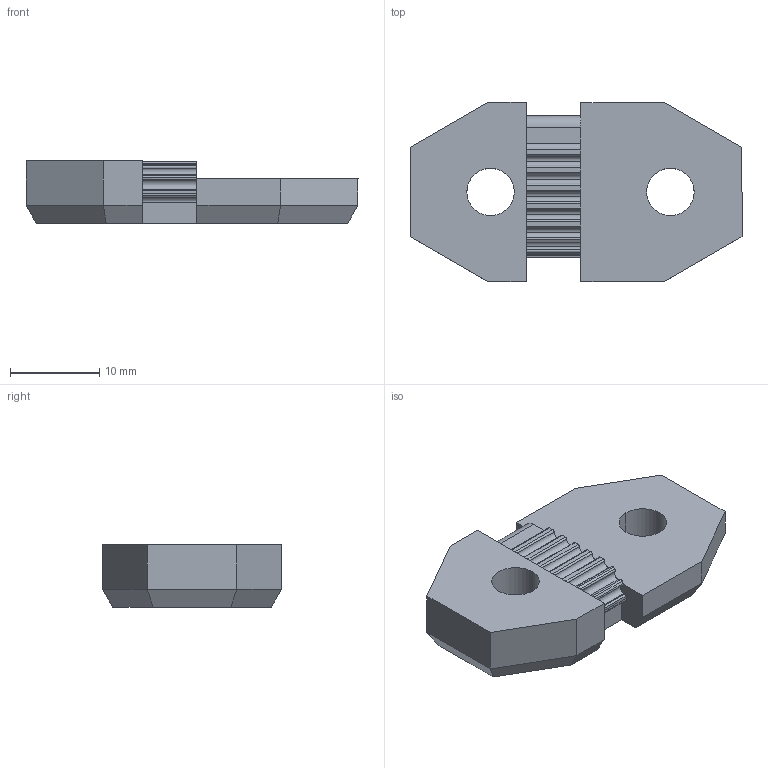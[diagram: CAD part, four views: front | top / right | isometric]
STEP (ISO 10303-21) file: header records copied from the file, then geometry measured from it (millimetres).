
FILE_DESCRIPTION (( 'STEP AP214' ), '1' );
FILE_NAME ('2x beld_tensioner_gantry_b_V3.STEP', '2024-02-10T15:08:13', ( '' ), ( '' ), 'SwSTEP 2.0', 'SolidWorks 2010', '' );
FILE_SCHEMA (( 'AUTOMOTIVE_DESIGN' ));
Length unit declared in the file: millimetre
Products named in the file (1): 2x beld_tensioner_gantry_b_V3
Bounding box: 37.1 x 20 x 7 mm (x, y, z)
Volume: 3259.8 mm3; surface area: 2122.7 mm2
Topology: 1 solids, 1 shells, 93 faces, 263 edges, 172 vertices
Faces by surface type: cylinder 49, plane 44
Entity records: 3087 total; most frequent: DIRECTION 551, CARTESIAN_POINT 529, ORIENTED_EDGE 526, EDGE_CURVE 263, AXIS2_PLACEMENT_3D 194, VERTEX_POINT 172, VECTOR 163, LINE 163
